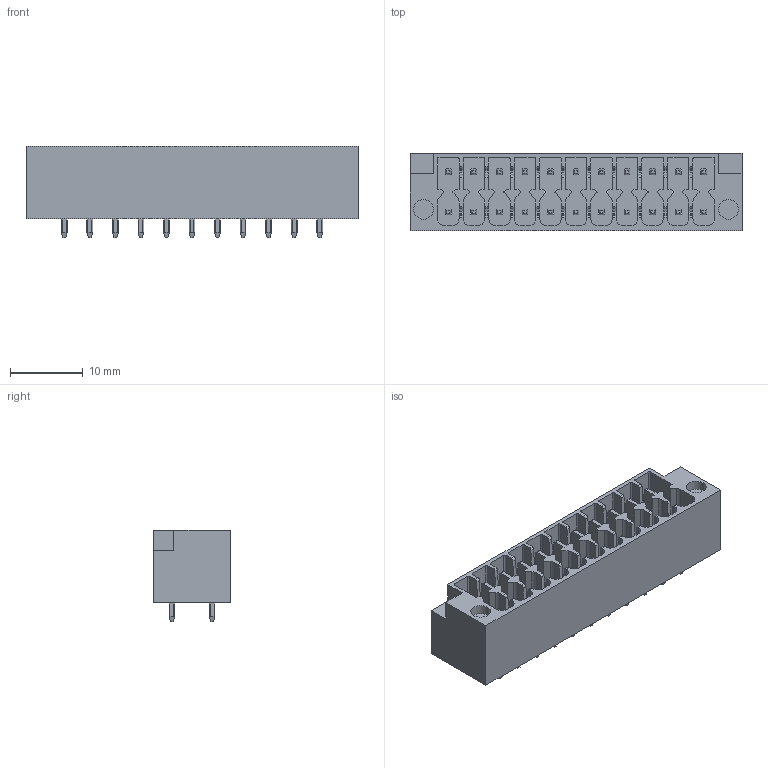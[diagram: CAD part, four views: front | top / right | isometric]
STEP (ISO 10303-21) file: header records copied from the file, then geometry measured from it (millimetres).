
FILE_DESCRIPTION((''),'2;1');
FILE_NAME('TLPHDW-010V','2024-09-18T10:34:27',('tluser'),(''),'CREO PARAMETRIC BY PTC INC, 2018100','CREO PARAMETRIC BY PTC INC, 2018100','');
FILE_SCHEMA(('CONFIG_CONTROL_DESIGN'));
Length unit declared in the file: millimetre
Products named in the file (1): TLPHDW-010V
Bounding box: 45.5 x 10.6 x 12.6 mm (x, y, z)
Volume: 3235.8 mm3; surface area: 3974.6 mm2
Topology: 1 solids, 1 shells, 971 faces, 2766 edges, 1844 vertices
Faces by surface type: plane 623, cylinder 348
Entity records: 32116 total; most frequent: CARTESIAN_POINT 6923, ORIENTED_EDGE 5532, DIRECTION 4876, EDGE_CURVE 2766, VECTOR 1894, LINE 1894, VERTEX_POINT 1844, AXIS2_PLACEMENT_3D 1491
